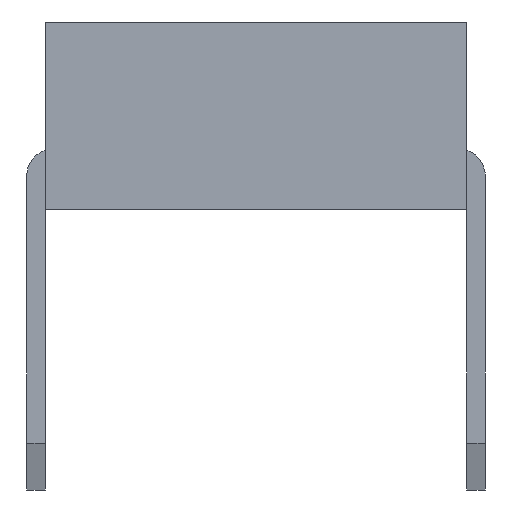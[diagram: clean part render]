
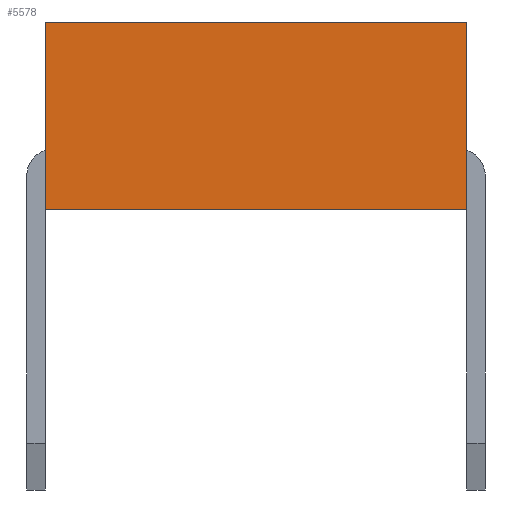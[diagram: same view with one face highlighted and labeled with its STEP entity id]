
A CAD part, left-side view. The second image highlights one B-rep face of the part: STEP entity #5578.
In plain terms, the highlighted planar face has unit normal (-1, 0, 0).
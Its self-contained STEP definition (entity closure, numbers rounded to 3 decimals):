
#35=CARTESIAN_POINT('',(-10.25,-2.25,0.));
#36=VERTEX_POINT('',#35);
#725=CARTESIAN_POINT('',(-10.25,-2.25,2.));
#726=VERTEX_POINT('',#725);
#733=CARTESIAN_POINT('',(-10.25,-2.25,2.));
#734=DIRECTION('',(0.,0.,-1.));
#735=VECTOR('',#734,2.);
#736=LINE('',#733,#735);
#737=EDGE_CURVE('',#726,#36,#736,.T.);
#5305=CARTESIAN_POINT('',(-10.25,2.25,0.));
#5306=VERTEX_POINT('',#5305);
#5307=CARTESIAN_POINT('',(-10.25,-2.25,0.));
#5308=DIRECTION('',(0.,1.,0.));
#5309=VECTOR('',#5308,4.5);
#5310=LINE('',#5307,#5309);
#5311=EDGE_CURVE('',#36,#5306,#5310,.T.);
#5555=CARTESIAN_POINT('',(-10.25,0.,1.));
#5556=DIRECTION('',(0.,-1.,0.));
#5557=DIRECTION('',(-1.,0.,0.));
#5558=AXIS2_PLACEMENT_3D('',#5555,#5557,#5556);
#5559=PLANE('',#5558);
#5560=ORIENTED_EDGE('',*,*,#737,.F.);
#5561=CARTESIAN_POINT('',(-10.25,2.25,2.));
#5562=VERTEX_POINT('',#5561);
#5563=CARTESIAN_POINT('',(-10.25,-2.25,2.));
#5564=DIRECTION('',(0.,1.,0.));
#5565=VECTOR('',#5564,4.5);
#5566=LINE('',#5563,#5565);
#5567=EDGE_CURVE('',#726,#5562,#5566,.T.);
#5568=ORIENTED_EDGE('',*,*,#5567,.T.);
#5569=CARTESIAN_POINT('',(-10.25,2.25,2.));
#5570=DIRECTION('',(0.,0.,-1.));
#5571=VECTOR('',#5570,2.);
#5572=LINE('',#5569,#5571);
#5573=EDGE_CURVE('',#5562,#5306,#5572,.T.);
#5574=ORIENTED_EDGE('',*,*,#5573,.T.);
#5575=ORIENTED_EDGE('',*,*,#5311,.F.);
#5576=EDGE_LOOP('',(#5560,#5568,#5574,#5575));
#5577=FACE_OUTER_BOUND('',#5576,.T.);
#5578=ADVANCED_FACE('',(#5577),#5559,.T.);
